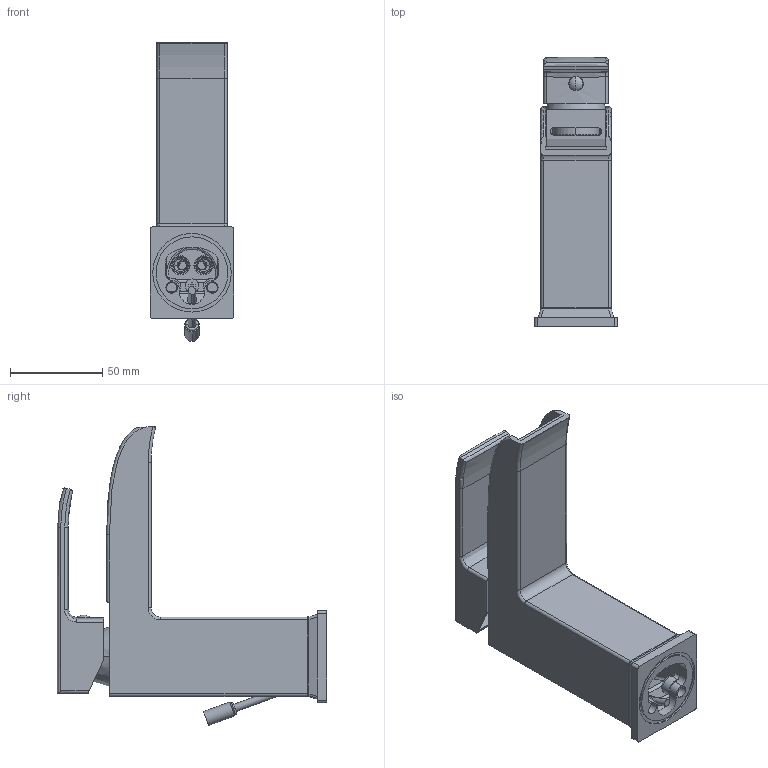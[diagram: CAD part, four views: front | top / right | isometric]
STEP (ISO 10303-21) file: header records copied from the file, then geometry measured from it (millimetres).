
FILE_DESCRIPTION((''),'2;1');
FILE_NAME('LES065CR','2021-11-02T13:37:53',('ut3'),('PAFFONI SpA'),'CREO PARAMETRIC BY PTC INC, 2020044','CREO PARAMETRIC BY PTC INC, 2020044','');
FILE_SCHEMA(('CONFIG_CONTROL_DESIGN','SHAPE_APPEARANCE_LAYERS_GROUPS'));
Products named in the file (1): LES065CR
Bounding box: 45 x 145.68 x 161.63 mm (x, y, z)
Volume: 165975.5 mm3; surface area: 93889.1 mm2
Topology: 3 solids, 5 shells, 1205 faces, 3045 edges, 1808 vertices
Faces by surface type: cylinder 454, plane 342, bspline 127, torus 114, sphere 90, cone 78
Entity records: 56497 total; most frequent: CARTESIAN_POINT 20124, ORIENTED_EDGE 5960, DIRECTION 5740, EDGE_CURVE 2980, AXIS2_PLACEMENT_3D 2292, VERTEX_POINT 1808, EDGE_LOOP 1290, FILL_AREA_STYLE_COLOUR 1214
